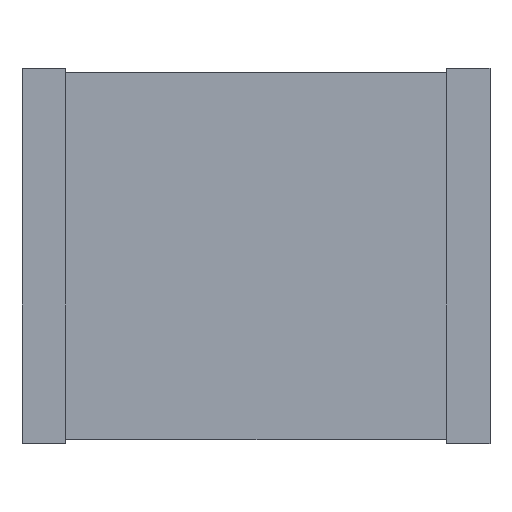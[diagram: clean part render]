
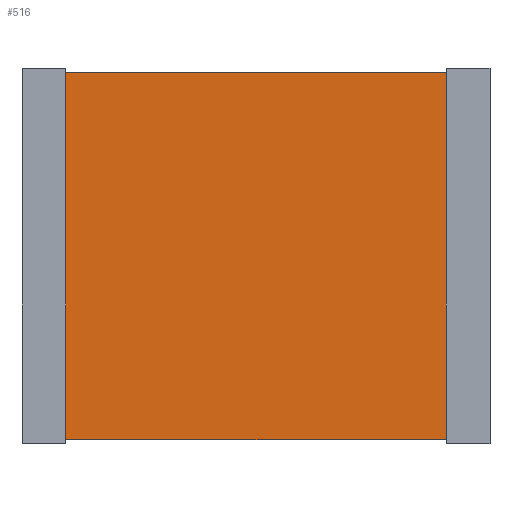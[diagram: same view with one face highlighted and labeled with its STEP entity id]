
A CAD part, top view. The second image highlights one B-rep face of the part: STEP entity #516.
In plain terms, the highlighted planar face has unit normal (0, 0, 1).
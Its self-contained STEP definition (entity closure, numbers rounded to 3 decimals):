
#384=EDGE_CURVE('',#385,#387,#389,.T.);
#385=VERTEX_POINT('',#386);
#386=CARTESIAN_POINT('',(0.0,0.0,0.833));
#387=VERTEX_POINT('',#388);
#388=CARTESIAN_POINT('',(0.0,2.524,0.833));
#389=LINE('',#390,#391);
#390=CARTESIAN_POINT('',(0.0,0.0,0.833));
#391=VECTOR('',#392,1.0);
#392=DIRECTION('',(0.0,1.0,0.0));
#425=VERTEX_POINT('',#426);
#426=CARTESIAN_POINT('',(2.615,0.0,0.833));
#443=VERTEX_POINT('',#444);
#444=CARTESIAN_POINT('',(2.615,2.524,0.833));
#450=EDGE_CURVE('',#443,#425,#451,.F.);
#451=LINE('',#452,#453);
#452=CARTESIAN_POINT('',(2.615,0.0,0.833));
#453=VECTOR('',#454,1.0);
#454=DIRECTION('',(0.0,1.0,0.0));
#465=EDGE_CURVE('',#425,#385,#466,.F.);
#466=LINE('',#467,#468);
#467=CARTESIAN_POINT('',(0.0,0.0,0.833));
#468=VECTOR('',#469,1.0);
#469=DIRECTION('',(1.0,0.0,0.0));
#493=EDGE_CURVE('',#387,#443,#494,.T.);
#494=LINE('',#495,#496);
#495=CARTESIAN_POINT('',(0.0,2.524,0.833));
#496=VECTOR('',#497,1.0);
#497=DIRECTION('',(1.0,0.0,0.0));
#516=ADVANCED_FACE('',(#517),#523,.T.);
#517=FACE_BOUND('',#518,.T.);
#518=EDGE_LOOP('',(#519,#520,#521,#522));
#519=ORIENTED_EDGE('',*,*,#384,.F.);
#520=ORIENTED_EDGE('',*,*,#465,.F.);
#521=ORIENTED_EDGE('',*,*,#450,.F.);
#522=ORIENTED_EDGE('',*,*,#493,.F.);
#523=PLANE('',#524);
#524=AXIS2_PLACEMENT_3D('',#525,#526,#527);
#525=CARTESIAN_POINT('',(0.0,0.0,0.833));
#526=DIRECTION('',(0.0,0.0,1.0));
#527=DIRECTION('',(1.0,0.0,0.0));
